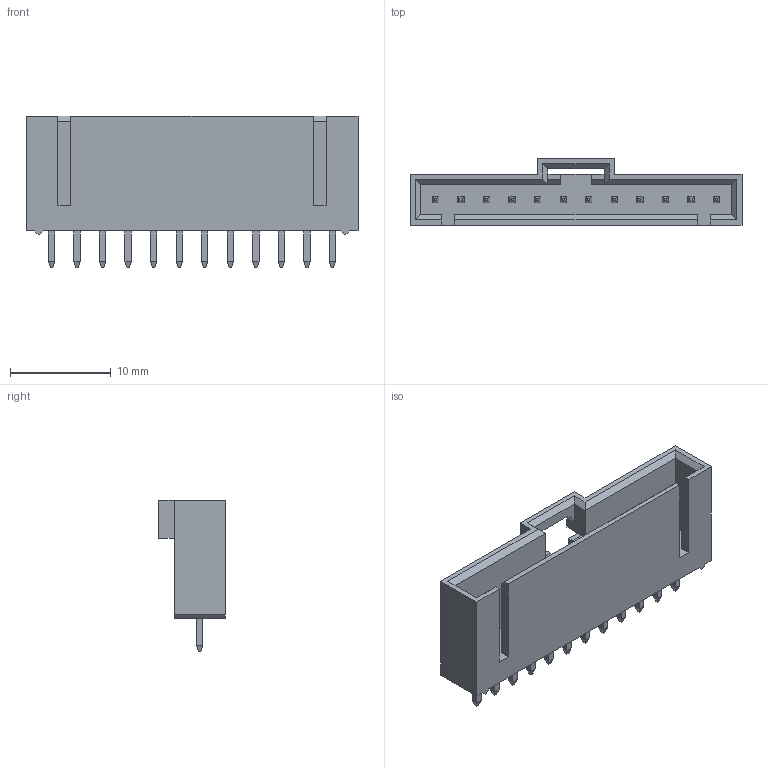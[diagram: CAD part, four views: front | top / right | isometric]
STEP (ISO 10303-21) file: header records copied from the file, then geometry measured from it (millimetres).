
FILE_DESCRIPTION((''),'2;1');
FILE_NAME('705430116','2017-02-22T',('ghp'),(''),'PRO/ENGINEER BY PARAMETRIC TECHNOLOGY CORPORATION, 2012310','PRO/ENGINEER BY PARAMETRIC TECHNOLOGY CORPORATION, 2012310','');
FILE_SCHEMA(('CONFIG_CONTROL_DESIGN'));
Length unit declared in the file: inch
Products named in the file (1): 705430116
Bounding box: 33.02 x 6.6 x 15.11 mm (x, y, z)
Volume: 1075.3 mm3; surface area: 2063.6 mm2
Topology: 1 solids, 1 shells, 273 faces, 665 edges, 416 vertices
Faces by surface type: plane 271, cylinder 2
Entity records: 7744 total; most frequent: CARTESIAN_POINT 1331, ORIENTED_EDGE 1282, DIRECTION 1241, EDGE_CURVE 641, VECTOR 637, LINE 637, VERTEX_POINT 392, AXIS2_PLACEMENT_3D 302
